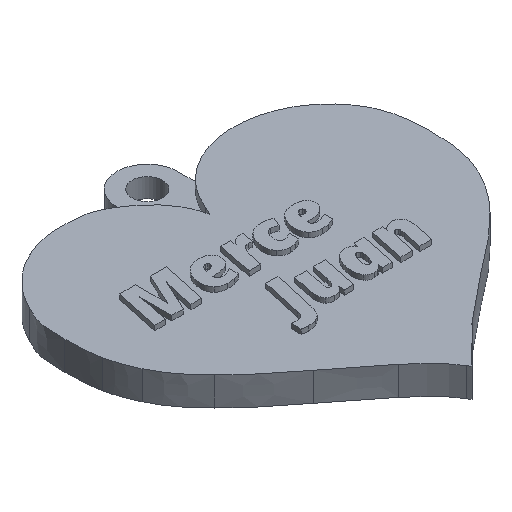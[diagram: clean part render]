
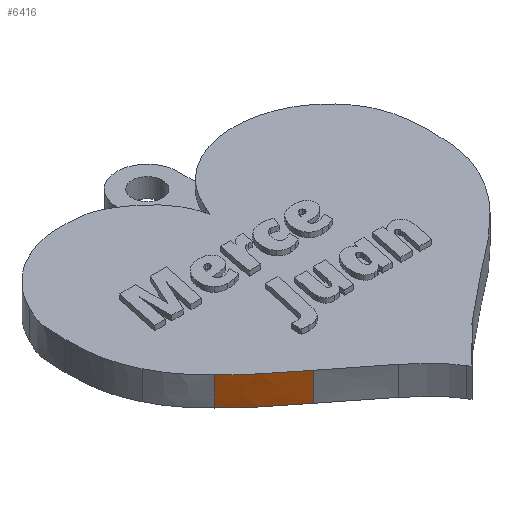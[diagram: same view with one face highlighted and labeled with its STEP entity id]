
A CAD part, isometric view. The second image highlights one B-rep face of the part: STEP entity #6416.
In plain terms, the highlighted face is a extrusion surface.
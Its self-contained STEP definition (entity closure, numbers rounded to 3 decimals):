
#637 = PLANE('',#638);
#638 = AXIS2_PLACEMENT_3D('',#639,#640,#641);
#639 = CARTESIAN_POINT('',(-0.305,-27.232,3.));
#640 = DIRECTION('',(0.,0.,-1.));
#641 = DIRECTION('',(-1.,0.,0.));
#1548 = VERTEX_POINT('',#1549);
#1549 = CARTESIAN_POINT('',(-8.742,-19.638,3.));
#1565 = SURFACE_OF_LINEAR_EXTRUSION('',#1566,#1571);
#1566 = B_SPLINE_CURVE_WITH_KNOTS('',3,(#1567,#1568,#1569,#1570),
  .UNSPECIFIED.,.F.,.F.,(4,4),(0.,1.),.PIECEWISE_BEZIER_KNOTS.);
#1567 = CARTESIAN_POINT('',(-3.72,-23.573,0.));
#1568 = CARTESIAN_POINT('',(-4.71,-22.723,0.));
#1569 = CARTESIAN_POINT('',(-5.313,-22.251,0.));
#1570 = CARTESIAN_POINT('',(-8.742,-19.638,0.));
#1571 = VECTOR('',#1572,1.);
#1572 = DIRECTION('',(-0.,-0.,-1.));
#1580 = EDGE_CURVE('',#1548,#1581,#1583,.T.);
#1581 = VERTEX_POINT('',#1582);
#1582 = CARTESIAN_POINT('',(-14.325,-14.907,3.));
#1583 = SURFACE_CURVE('',#1584,(#1589,#1597),.PCURVE_S1.);
#1584 = B_SPLINE_CURVE_WITH_KNOTS('',3,(#1585,#1586,#1587,#1588),
  .UNSPECIFIED.,.F.,.F.,(4,4),(0.,1.),.PIECEWISE_BEZIER_KNOTS.);
#1585 = CARTESIAN_POINT('',(-8.742,-19.638,3.));
#1586 = CARTESIAN_POINT('',(-11.43,-17.59,3.));
#1587 = CARTESIAN_POINT('',(-12.771,-16.454,3.));
#1588 = CARTESIAN_POINT('',(-14.325,-14.907,3.));
#1589 = PCURVE('',#637,#1590);
#1590 = DEFINITIONAL_REPRESENTATION('',(#1591),#1596);
#1591 = B_SPLINE_CURVE_WITH_KNOTS('',3,(#1592,#1593,#1594,#1595),
  .UNSPECIFIED.,.F.,.F.,(4,4),(0.,1.),.PIECEWISE_BEZIER_KNOTS.);
#1592 = CARTESIAN_POINT('',(8.437,7.594));
#1593 = CARTESIAN_POINT('',(11.125,9.641));
#1594 = CARTESIAN_POINT('',(12.466,10.778));
#1595 = CARTESIAN_POINT('',(14.02,12.325));
#1596 = ( GEOMETRIC_REPRESENTATION_CONTEXT(2) 
PARAMETRIC_REPRESENTATION_CONTEXT() REPRESENTATION_CONTEXT('2D SPACE',''
  ) );
#1597 = PCURVE('',#1598,#1606);
#1598 = SURFACE_OF_LINEAR_EXTRUSION('',#1599,#1604);
#1599 = B_SPLINE_CURVE_WITH_KNOTS('',3,(#1600,#1601,#1602,#1603),
  .UNSPECIFIED.,.F.,.F.,(4,4),(0.,1.),.PIECEWISE_BEZIER_KNOTS.);
#1600 = CARTESIAN_POINT('',(-8.742,-19.638,0.));
#1601 = CARTESIAN_POINT('',(-11.43,-17.59,0.));
#1602 = CARTESIAN_POINT('',(-12.771,-16.454,0.));
#1603 = CARTESIAN_POINT('',(-14.325,-14.907,0.));
#1604 = VECTOR('',#1605,1.);
#1605 = DIRECTION('',(-0.,-0.,-1.));
#1606 = DEFINITIONAL_REPRESENTATION('',(#1607),#1611);
#1607 = LINE('',#1608,#1609);
#1608 = CARTESIAN_POINT('',(0.,-3.));
#1609 = VECTOR('',#1610,1.);
#1610 = DIRECTION('',(1.,0.));
#1611 = ( GEOMETRIC_REPRESENTATION_CONTEXT(2) 
PARAMETRIC_REPRESENTATION_CONTEXT() REPRESENTATION_CONTEXT('2D SPACE',''
  ) );
#1631 = SURFACE_OF_LINEAR_EXTRUSION('',#1632,#1637);
#1632 = B_SPLINE_CURVE_WITH_KNOTS('',3,(#1633,#1634,#1635,#1636),
  .UNSPECIFIED.,.F.,.F.,(4,4),(0.,1.),.PIECEWISE_BEZIER_KNOTS.);
#1633 = CARTESIAN_POINT('',(-14.325,-14.907,0.));
#1634 = CARTESIAN_POINT('',(-15.878,-13.361,0.));
#1635 = CARTESIAN_POINT('',(-16.791,-12.129,0.));
#1636 = CARTESIAN_POINT('',(-17.575,-10.523,0.));
#1637 = VECTOR('',#1638,1.);
#1638 = DIRECTION('',(-0.,-0.,-1.));
#6251 = PLANE('',#6252);
#6252 = AXIS2_PLACEMENT_3D('',#6253,#6254,#6255);
#6253 = CARTESIAN_POINT('',(-0.033,-27.664,0.));
#6254 = DIRECTION('',(0.,0.,1.));
#6255 = DIRECTION('',(1.,0.,0.));
#6320 = EDGE_CURVE('',#6321,#1548,#6323,.T.);
#6321 = VERTEX_POINT('',#6322);
#6322 = CARTESIAN_POINT('',(-8.742,-19.638,0.));
#6323 = SURFACE_CURVE('',#6324,(#6328,#6335),.PCURVE_S1.);
#6324 = LINE('',#6325,#6326);
#6325 = CARTESIAN_POINT('',(-8.742,-19.638,0.));
#6326 = VECTOR('',#6327,1.);
#6327 = DIRECTION('',(0.,0.,1.));
#6328 = PCURVE('',#1565,#6329);
#6329 = DEFINITIONAL_REPRESENTATION('',(#6330),#6334);
#6330 = LINE('',#6331,#6332);
#6331 = CARTESIAN_POINT('',(1.,0.));
#6332 = VECTOR('',#6333,1.);
#6333 = DIRECTION('',(0.,-1.));
#6334 = ( GEOMETRIC_REPRESENTATION_CONTEXT(2) 
PARAMETRIC_REPRESENTATION_CONTEXT() REPRESENTATION_CONTEXT('2D SPACE',''
  ) );
#6335 = PCURVE('',#1598,#6336);
#6336 = DEFINITIONAL_REPRESENTATION('',(#6337),#6341);
#6337 = LINE('',#6338,#6339);
#6338 = CARTESIAN_POINT('',(0.,0.));
#6339 = VECTOR('',#6340,1.);
#6340 = DIRECTION('',(0.,-1.));
#6341 = ( GEOMETRIC_REPRESENTATION_CONTEXT(2) 
PARAMETRIC_REPRESENTATION_CONTEXT() REPRESENTATION_CONTEXT('2D SPACE',''
  ) );
#6416 = ADVANCED_FACE('',(#6417),#1598,.T.);
#6417 = FACE_BOUND('',#6418,.T.);
#6418 = EDGE_LOOP('',(#6419,#6420,#6421,#6444));
#6419 = ORIENTED_EDGE('',*,*,#6320,.T.);
#6420 = ORIENTED_EDGE('',*,*,#1580,.T.);
#6421 = ORIENTED_EDGE('',*,*,#6422,.F.);
#6422 = EDGE_CURVE('',#6423,#1581,#6425,.T.);
#6423 = VERTEX_POINT('',#6424);
#6424 = CARTESIAN_POINT('',(-14.325,-14.907,0.));
#6425 = SURFACE_CURVE('',#6426,(#6430,#6437),.PCURVE_S1.);
#6426 = LINE('',#6427,#6428);
#6427 = CARTESIAN_POINT('',(-14.325,-14.907,0.));
#6428 = VECTOR('',#6429,1.);
#6429 = DIRECTION('',(0.,0.,1.));
#6430 = PCURVE('',#1598,#6431);
#6431 = DEFINITIONAL_REPRESENTATION('',(#6432),#6436);
#6432 = LINE('',#6433,#6434);
#6433 = CARTESIAN_POINT('',(1.,0.));
#6434 = VECTOR('',#6435,1.);
#6435 = DIRECTION('',(0.,-1.));
#6436 = ( GEOMETRIC_REPRESENTATION_CONTEXT(2) 
PARAMETRIC_REPRESENTATION_CONTEXT() REPRESENTATION_CONTEXT('2D SPACE',''
  ) );
#6437 = PCURVE('',#1631,#6438);
#6438 = DEFINITIONAL_REPRESENTATION('',(#6439),#6443);
#6439 = LINE('',#6440,#6441);
#6440 = CARTESIAN_POINT('',(0.,0.));
#6441 = VECTOR('',#6442,1.);
#6442 = DIRECTION('',(0.,-1.));
#6443 = ( GEOMETRIC_REPRESENTATION_CONTEXT(2) 
PARAMETRIC_REPRESENTATION_CONTEXT() REPRESENTATION_CONTEXT('2D SPACE',''
  ) );
#6444 = ORIENTED_EDGE('',*,*,#6445,.F.);
#6445 = EDGE_CURVE('',#6321,#6423,#6446,.T.);
#6446 = SURFACE_CURVE('',#6447,(#6452,#6459),.PCURVE_S1.);
#6447 = B_SPLINE_CURVE_WITH_KNOTS('',3,(#6448,#6449,#6450,#6451),
  .UNSPECIFIED.,.F.,.F.,(4,4),(0.,1.),.PIECEWISE_BEZIER_KNOTS.);
#6448 = CARTESIAN_POINT('',(-8.742,-19.638,0.));
#6449 = CARTESIAN_POINT('',(-11.43,-17.59,0.));
#6450 = CARTESIAN_POINT('',(-12.771,-16.454,0.));
#6451 = CARTESIAN_POINT('',(-14.325,-14.907,0.));
#6452 = PCURVE('',#1598,#6453);
#6453 = DEFINITIONAL_REPRESENTATION('',(#6454),#6458);
#6454 = LINE('',#6455,#6456);
#6455 = CARTESIAN_POINT('',(0.,0.));
#6456 = VECTOR('',#6457,1.);
#6457 = DIRECTION('',(1.,0.));
#6458 = ( GEOMETRIC_REPRESENTATION_CONTEXT(2) 
PARAMETRIC_REPRESENTATION_CONTEXT() REPRESENTATION_CONTEXT('2D SPACE',''
  ) );
#6459 = PCURVE('',#6251,#6460);
#6460 = DEFINITIONAL_REPRESENTATION('',(#6461),#6466);
#6461 = B_SPLINE_CURVE_WITH_KNOTS('',3,(#6462,#6463,#6464,#6465),
  .UNSPECIFIED.,.F.,.F.,(4,4),(0.,1.),.PIECEWISE_BEZIER_KNOTS.);
#6462 = CARTESIAN_POINT('',(-8.709,8.026));
#6463 = CARTESIAN_POINT('',(-11.397,10.074));
#6464 = CARTESIAN_POINT('',(-12.738,11.21));
#6465 = CARTESIAN_POINT('',(-14.292,12.757));
#6466 = ( GEOMETRIC_REPRESENTATION_CONTEXT(2) 
PARAMETRIC_REPRESENTATION_CONTEXT() REPRESENTATION_CONTEXT('2D SPACE',''
  ) );
